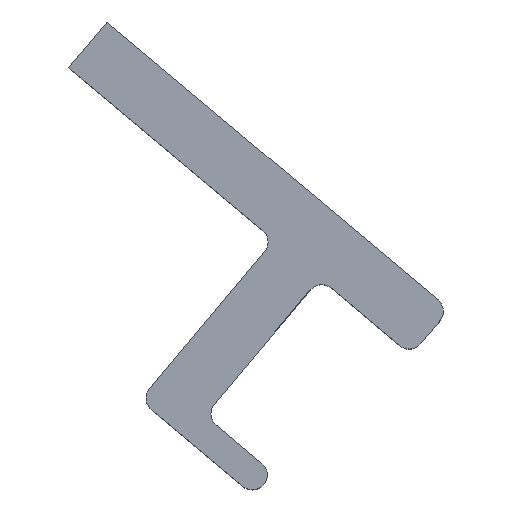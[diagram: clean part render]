
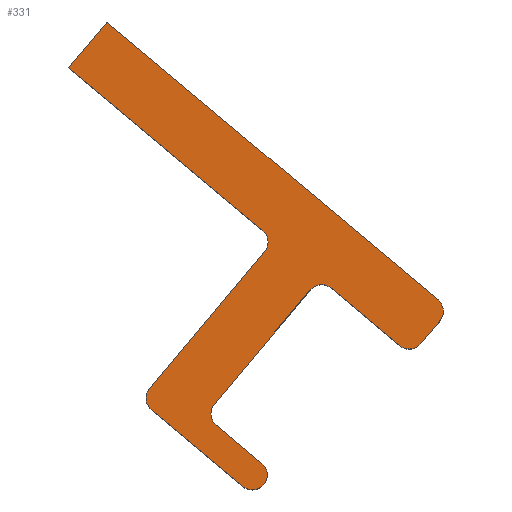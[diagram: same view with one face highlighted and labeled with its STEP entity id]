
A CAD part, top view. The second image highlights one B-rep face of the part: STEP entity #331.
In plain terms, the highlighted planar face has unit normal (0, 0, 1).
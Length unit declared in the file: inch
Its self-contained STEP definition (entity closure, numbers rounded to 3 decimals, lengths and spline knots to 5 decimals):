
#17=PLANE('',#380);
#30=FACE_OUTER_BOUND('',#48,.T.);
#48=EDGE_LOOP('',(#252,#253,#254,#255,#256,#257,#258,#259,#260,#261,#262,
#263,#264,#265,#266,#267));
#66=LINE('',#514,#100);
#76=LINE('',#549,#110);
#77=LINE('',#553,#111);
#78=LINE('',#557,#112);
#79=LINE('',#561,#113);
#80=LINE('',#565,#114);
#81=LINE('',#567,#115);
#82=LINE('',#569,#116);
#83=LINE('',#572,#117);
#100=VECTOR('',#413,0.3937);
#110=VECTOR('',#443,0.3937);
#111=VECTOR('',#446,0.3937);
#112=VECTOR('',#449,0.3937);
#113=VECTOR('',#452,0.3937);
#114=VECTOR('',#455,0.3937);
#115=VECTOR('',#456,0.3937);
#116=VECTOR('',#457,0.3937);
#117=VECTOR('',#460,0.3937);
#131=CIRCLE('',#369,0.125);
#138=CIRCLE('',#379,0.125);
#139=CIRCLE('',#381,0.125);
#140=CIRCLE('',#382,0.125);
#141=CIRCLE('',#383,0.125);
#142=CIRCLE('',#384,0.125);
#143=CIRCLE('',#385,0.125);
#146=VERTEX_POINT('',#504);
#147=VERTEX_POINT('',#506);
#149=VERTEX_POINT('',#512);
#163=VERTEX_POINT('',#544);
#164=VERTEX_POINT('',#548);
#165=VERTEX_POINT('',#550);
#166=VERTEX_POINT('',#552);
#167=VERTEX_POINT('',#554);
#168=VERTEX_POINT('',#556);
#169=VERTEX_POINT('',#558);
#170=VERTEX_POINT('',#560);
#171=VERTEX_POINT('',#562);
#172=VERTEX_POINT('',#564);
#173=VERTEX_POINT('',#566);
#174=VERTEX_POINT('',#568);
#175=VERTEX_POINT('',#570);
#178=EDGE_CURVE('',#146,#147,#131,.T.);
#182=EDGE_CURVE('',#146,#149,#66,.T.);
#198=EDGE_CURVE('',#163,#149,#138,.T.);
#199=EDGE_CURVE('',#163,#164,#76,.T.);
#200=EDGE_CURVE('',#165,#164,#139,.T.);
#201=EDGE_CURVE('',#165,#166,#77,.T.);
#202=EDGE_CURVE('',#167,#166,#140,.T.);
#203=EDGE_CURVE('',#167,#168,#78,.T.);
#204=EDGE_CURVE('',#169,#168,#141,.T.);
#205=EDGE_CURVE('',#169,#170,#79,.T.);
#206=EDGE_CURVE('',#171,#170,#142,.T.);
#207=EDGE_CURVE('',#171,#172,#80,.T.);
#208=EDGE_CURVE('',#172,#173,#81,.T.);
#209=EDGE_CURVE('',#173,#174,#82,.T.);
#210=EDGE_CURVE('',#175,#174,#143,.T.);
#211=EDGE_CURVE('',#175,#147,#83,.T.);
#252=ORIENTED_EDGE('',*,*,#178,.F.);
#253=ORIENTED_EDGE('',*,*,#182,.T.);
#254=ORIENTED_EDGE('',*,*,#198,.F.);
#255=ORIENTED_EDGE('',*,*,#199,.T.);
#256=ORIENTED_EDGE('',*,*,#200,.F.);
#257=ORIENTED_EDGE('',*,*,#201,.T.);
#258=ORIENTED_EDGE('',*,*,#202,.F.);
#259=ORIENTED_EDGE('',*,*,#203,.T.);
#260=ORIENTED_EDGE('',*,*,#204,.F.);
#261=ORIENTED_EDGE('',*,*,#205,.T.);
#262=ORIENTED_EDGE('',*,*,#206,.F.);
#263=ORIENTED_EDGE('',*,*,#207,.T.);
#264=ORIENTED_EDGE('',*,*,#208,.T.);
#265=ORIENTED_EDGE('',*,*,#209,.T.);
#266=ORIENTED_EDGE('',*,*,#210,.F.);
#267=ORIENTED_EDGE('',*,*,#211,.T.);
#331=ADVANCED_FACE('',(#30),#17,.T.);
#369=AXIS2_PLACEMENT_3D('',#507,#406,#407);
#379=AXIS2_PLACEMENT_3D('',#546,#439,#440);
#380=AXIS2_PLACEMENT_3D('',#547,#441,#442);
#381=AXIS2_PLACEMENT_3D('',#551,#444,#445);
#382=AXIS2_PLACEMENT_3D('',#555,#447,#448);
#383=AXIS2_PLACEMENT_3D('',#559,#450,#451);
#384=AXIS2_PLACEMENT_3D('',#563,#453,#454);
#385=AXIS2_PLACEMENT_3D('',#571,#458,#459);
#406=DIRECTION('center_axis',(0.,0.,-1.));
#407=DIRECTION('ref_axis',(-0.996,-0.087,0.));
#413=DIRECTION('',(0.766,-0.643,0.));
#439=DIRECTION('center_axis',(0.,0.,-1.));
#440=DIRECTION('ref_axis',(0.996,0.087,0.));
#441=DIRECTION('center_axis',(0.,0.,1.));
#442=DIRECTION('ref_axis',(1.,0.,0.));
#443=DIRECTION('',(-0.766,0.643,0.));
#444=DIRECTION('center_axis',(0.,0.,1.));
#445=DIRECTION('ref_axis',(-0.996,-0.087,0.));
#446=DIRECTION('',(0.643,0.766,0.));
#447=DIRECTION('center_axis',(0.,0.,1.));
#448=DIRECTION('ref_axis',(-0.087,0.996,0.));
#449=DIRECTION('',(0.766,-0.643,0.));
#450=DIRECTION('center_axis',(0.,0.,-1.));
#451=DIRECTION('ref_axis',(0.087,-0.996,0.));
#452=DIRECTION('',(0.643,0.766,0.));
#453=DIRECTION('center_axis',(0.,0.,-1.));
#454=DIRECTION('ref_axis',(0.996,0.087,0.));
#455=DIRECTION('',(-0.766,0.643,0.));
#456=DIRECTION('',(-0.643,-0.766,0.));
#457=DIRECTION('',(0.766,-0.643,0.));
#458=DIRECTION('center_axis',(0.,0.,1.));
#459=DIRECTION('ref_axis',(0.996,0.087,0.));
#460=DIRECTION('',(-0.643,-0.766,0.));
#504=CARTESIAN_POINT('',(3.3135,2.78715,0.));
#506=CARTESIAN_POINT('',(3.29809,2.96325,0.));
#507=CARTESIAN_POINT('Origin',(3.39384,2.8829,0.));
#512=CARTESIAN_POINT('',(4.07954,2.14436,0.));
#514=CARTESIAN_POINT('',(3.21774,2.86749,0.));
#544=CARTESIAN_POINT('',(4.24024,2.33587,0.));
#546=CARTESIAN_POINT('Origin',(4.15989,2.24011,0.));
#547=CARTESIAN_POINT('Origin',(4.21605,4.05069,0.));
#548=CARTESIAN_POINT('',(3.85722,2.65726,0.));
#549=CARTESIAN_POINT('',(4.33599,2.25552,0.));
#550=CARTESIAN_POINT('',(3.84181,2.83337,0.));
#551=CARTESIAN_POINT('Origin',(3.93756,2.75302,0.));
#552=CARTESIAN_POINT('',(4.64529,3.79092,0.));
#553=CARTESIAN_POINT('',(3.60076,2.5461,0.));
#554=CARTESIAN_POINT('',(4.8214,3.80633,0.));
#555=CARTESIAN_POINT('Origin',(4.74105,3.71057,0.));
#556=CARTESIAN_POINT('',(5.39593,3.32424,0.));
#557=CARTESIAN_POINT('',(2.61902,5.65434,0.));
#558=CARTESIAN_POINT('',(5.57203,3.33965,0.));
#559=CARTESIAN_POINT('Origin',(5.47628,3.41999,0.));
#560=CARTESIAN_POINT('',(5.73273,3.53116,0.));
#561=CARTESIAN_POINT('',(5.49169,3.24389,0.));
#562=CARTESIAN_POINT('',(5.71732,3.70726,0.));
#563=CARTESIAN_POINT('Origin',(5.63698,3.61151,0.));
#564=CARTESIAN_POINT('',(2.94041,6.03737,0.));
#565=CARTESIAN_POINT('',(5.81308,3.62691,0.));
#566=CARTESIAN_POINT('',(2.61902,5.65434,0.));
#567=CARTESIAN_POINT('',(2.94041,6.03737,0.));
#568=CARTESIAN_POINT('',(4.24686,4.28842,0.));
#569=CARTESIAN_POINT('',(2.61902,5.65434,0.));
#570=CARTESIAN_POINT('',(4.26227,4.11232,0.));
#571=CARTESIAN_POINT('Origin',(4.16652,4.19266,0.));
#572=CARTESIAN_POINT('',(4.34262,4.20807,0.));
